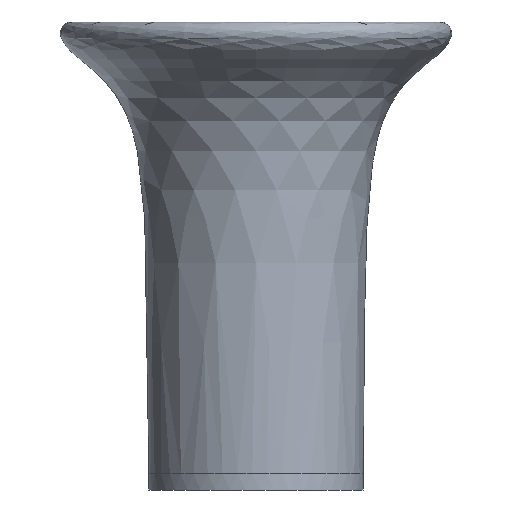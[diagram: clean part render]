
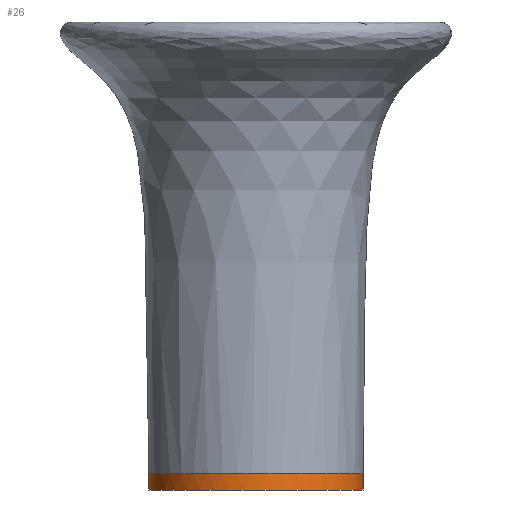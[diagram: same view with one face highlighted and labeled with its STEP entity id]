
A CAD part, front view. The second image highlights one B-rep face of the part: STEP entity #26.
In plain terms, the highlighted free-form (B-spline) face has degree [2, 1] with [5, 2] control points.
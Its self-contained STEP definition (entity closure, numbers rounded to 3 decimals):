
#26=ADVANCED_FACE('',(#39),#323,.T.);
#39=FACE_OUTER_BOUND('',#53,.T.);
#53=EDGE_LOOP('',(#80,#81,#82,#83));
#80=ORIENTED_EDGE('',*,*,#259,.F.);
#81=ORIENTED_EDGE('',*,*,#257,.F.);
#82=ORIENTED_EDGE('',*,*,#261,.F.);
#83=ORIENTED_EDGE('',*,*,#255,.F.);
#110=PCURVE('',#321,#154);
#112=PCURVE('',#321,#156);
#114=PCURVE('',#318,#158);
#119=PCURVE('',#319,#163);
#124=PCURVE('',#323,#168);
#125=PCURVE('',#323,#169);
#126=PCURVE('',#323,#170);
#127=PCURVE('',#323,#171);
#154=DEFINITIONAL_REPRESENTATION('',(#196),#2693);
#156=DEFINITIONAL_REPRESENTATION('',(#198),#2693);
#158=DEFINITIONAL_REPRESENTATION('',(#284),#2693);
#163=DEFINITIONAL_REPRESENTATION('',(#291),#2693);
#168=DEFINITIONAL_REPRESENTATION('',(#204),#2693);
#169=DEFINITIONAL_REPRESENTATION('',(#205),#2693);
#170=DEFINITIONAL_REPRESENTATION('',(#206),#2693);
#171=DEFINITIONAL_REPRESENTATION('',(#207),#2693);
#196=B_SPLINE_CURVE_WITH_KNOTS('',1,(#526,#527),.UNSPECIFIED.,.F.,.F.,(2,
2),(0.,11.192),.UNSPECIFIED.);
#198=B_SPLINE_CURVE_WITH_KNOTS('',1,(#537,#538),.UNSPECIFIED.,.F.,.F.,(2,
2),(-11.192,0.),.UNSPECIFIED.);
#204=B_SPLINE_CURVE_WITH_KNOTS('',1,(#599,#600),.UNSPECIFIED.,.F.,.F.,(2,
2),(-596.903,-298.451),.UNSPECIFIED.);
#205=B_SPLINE_CURVE_WITH_KNOTS('',1,(#601,#602),.UNSPECIFIED.,.F.,.F.,(2,
2),(-11.192,0.),.UNSPECIFIED.);
#206=B_SPLINE_CURVE_WITH_KNOTS('',1,(#603,#604),.UNSPECIFIED.,.F.,.F.,(2,
2),(298.451,596.903),.UNSPECIFIED.);
#207=B_SPLINE_CURVE_WITH_KNOTS('',1,(#605,#606),.UNSPECIFIED.,.F.,.F.,(2,
2),(0.,11.192),.UNSPECIFIED.);
#233=SURFACE_CURVE('',#279,(#110,#127),.PCURVE_S1.);
#235=SURFACE_CURVE('',#281,(#112,#125),.PCURVE_S1.);
#237=SURFACE_CURVE('',#283,(#114,#124),.PCURVE_S1.);
#239=SURFACE_CURVE('',#290,(#119,#126),.PCURVE_S1.);
#255=EDGE_CURVE('',#309,#310,#233,.T.);
#257=EDGE_CURVE('',#306,#305,#235,.T.);
#259=EDGE_CURVE('',#305,#309,#237,.T.);
#261=EDGE_CURVE('',#310,#306,#239,.T.);
#279=(
BOUNDED_CURVE()
B_SPLINE_CURVE(1,(#524,#525),.UNSPECIFIED.,.F.,.F.)
B_SPLINE_CURVE_WITH_KNOTS((2,2),(0.,11.192),.UNSPECIFIED.)
CURVE()
GEOMETRIC_REPRESENTATION_ITEM()
RATIONAL_B_SPLINE_CURVE((1.,1.))
REPRESENTATION_ITEM('')
);
#281=(
BOUNDED_CURVE()
B_SPLINE_CURVE(1,(#535,#536),.UNSPECIFIED.,.F.,.F.)
B_SPLINE_CURVE_WITH_KNOTS((2,2),(-11.192,0.),.UNSPECIFIED.)
CURVE()
GEOMETRIC_REPRESENTATION_ITEM()
RATIONAL_B_SPLINE_CURVE((1.,1.))
REPRESENTATION_ITEM('')
);
#283=(
BOUNDED_CURVE()
B_SPLINE_CURVE(2,(#546,#547,#548,#549,#550),.UNSPECIFIED.,.F.,.F.)
B_SPLINE_CURVE_WITH_KNOTS((3,2,3),(-596.903,-447.677,
-298.451),.UNSPECIFIED.)
CURVE()
GEOMETRIC_REPRESENTATION_ITEM()
RATIONAL_B_SPLINE_CURVE((1.,0.707,1.,0.707,1.))
REPRESENTATION_ITEM('')
);
#284=(
BOUNDED_CURVE()
B_SPLINE_CURVE(2,(#551,#552,#553,#554,#555),.UNSPECIFIED.,.F.,.F.)
B_SPLINE_CURVE_WITH_KNOTS((3,2,3),(-596.903,-447.677,
-298.451),.UNSPECIFIED.)
CURVE()
GEOMETRIC_REPRESENTATION_ITEM()
RATIONAL_B_SPLINE_CURVE((1.,0.707,1.,0.707,1.))
REPRESENTATION_ITEM('')
);
#290=(
BOUNDED_CURVE()
B_SPLINE_CURVE(2,(#581,#582,#583,#584,#585),.UNSPECIFIED.,.F.,.F.)
B_SPLINE_CURVE_WITH_KNOTS((3,2,3),(298.451,447.677,596.903),
 .UNSPECIFIED.)
CURVE()
GEOMETRIC_REPRESENTATION_ITEM()
RATIONAL_B_SPLINE_CURVE((1.,0.707,1.,0.707,1.))
REPRESENTATION_ITEM('')
);
#291=(
BOUNDED_CURVE()
B_SPLINE_CURVE(2,(#586,#587,#588,#589,#590),.UNSPECIFIED.,.F.,.F.)
B_SPLINE_CURVE_WITH_KNOTS((3,2,3),(298.451,447.677,596.903),
 .UNSPECIFIED.)
CURVE()
GEOMETRIC_REPRESENTATION_ITEM()
RATIONAL_B_SPLINE_CURVE((1.,0.707,1.,0.707,1.))
REPRESENTATION_ITEM('')
);
#305=VERTEX_POINT('',#481);
#306=VERTEX_POINT('',#482);
#309=VERTEX_POINT('',#485);
#310=VERTEX_POINT('',#486);
#318=B_SPLINE_SURFACE_WITH_KNOTS('',1,1,((#451,#452),(#453,#454)),
 .UNSPECIFIED.,.F.,.F.,.F.,(2,2),(2,2),(-118.75,118.75),(-118.75,118.75),
 .UNSPECIFIED.);
#319=B_SPLINE_SURFACE_WITH_KNOTS('',1,1,((#455,#456),(#457,#458)),
 .UNSPECIFIED.,.F.,.F.,.F.,(2,2),(2,2),(-118.75,118.75),(-118.75,118.75),
 .UNSPECIFIED.);
#321=(
BOUNDED_SURFACE()
B_SPLINE_SURFACE(2,1,((#441,#442),(#443,#444),(#445,#446),(#447,#448),(#449,
#450)),.UNSPECIFIED.,.F.,.F.,.F.)
B_SPLINE_SURFACE_WITH_KNOTS((3,2,3),(2,2),(0.,149.226,298.451),
(0.,11.192),.UNSPECIFIED.)
GEOMETRIC_REPRESENTATION_ITEM()
RATIONAL_B_SPLINE_SURFACE(((1.,1.),(0.707,0.707),
(1.,1.),(0.707,0.707),(1.,1.)))
REPRESENTATION_ITEM('')
SURFACE()
);
#323=(
BOUNDED_SURFACE()
B_SPLINE_SURFACE(2,1,((#469,#470),(#471,#472),(#473,#474),(#475,#476),(#477,
#478)),.UNSPECIFIED.,.F.,.F.,.F.)
B_SPLINE_SURFACE_WITH_KNOTS((3,2,3),(2,2),(298.451,447.677,
596.903),(0.,11.192),.UNSPECIFIED.)
GEOMETRIC_REPRESENTATION_ITEM()
RATIONAL_B_SPLINE_SURFACE(((1.,1.),(0.707,0.707),
(1.,1.),(0.707,0.707),(1.,1.)))
REPRESENTATION_ITEM('')
SURFACE()
);
#441=CARTESIAN_POINT('',(5146.023,-831.772,0.));
#442=CARTESIAN_POINT('',(5146.023,-831.772,-15.));
#443=CARTESIAN_POINT('',(5146.023,-736.772,0.));
#444=CARTESIAN_POINT('',(5146.023,-736.772,-15.));
#445=CARTESIAN_POINT('',(5241.023,-736.772,0.));
#446=CARTESIAN_POINT('',(5241.023,-736.772,-15.));
#447=CARTESIAN_POINT('',(5336.023,-736.772,0.));
#448=CARTESIAN_POINT('',(5336.023,-736.772,-15.));
#449=CARTESIAN_POINT('',(5336.023,-831.772,0.));
#450=CARTESIAN_POINT('',(5336.023,-831.772,-15.));
#451=CARTESIAN_POINT('',(5359.773,-950.522,0.));
#452=CARTESIAN_POINT('',(5122.273,-950.522,0.));
#453=CARTESIAN_POINT('',(5359.773,-713.022,0.));
#454=CARTESIAN_POINT('',(5122.273,-713.022,0.));
#455=CARTESIAN_POINT('',(5359.773,-950.522,-15.));
#456=CARTESIAN_POINT('',(5359.773,-713.022,-15.));
#457=CARTESIAN_POINT('',(5122.273,-950.522,-15.));
#458=CARTESIAN_POINT('',(5122.273,-713.022,-15.));
#469=CARTESIAN_POINT('',(5336.023,-831.772,0.));
#470=CARTESIAN_POINT('',(5336.023,-831.772,-15.));
#471=CARTESIAN_POINT('',(5336.023,-926.772,0.));
#472=CARTESIAN_POINT('',(5336.023,-926.772,-15.));
#473=CARTESIAN_POINT('',(5241.023,-926.772,0.));
#474=CARTESIAN_POINT('',(5241.023,-926.772,-15.));
#475=CARTESIAN_POINT('',(5146.023,-926.772,0.));
#476=CARTESIAN_POINT('',(5146.023,-926.772,-15.));
#477=CARTESIAN_POINT('',(5146.023,-831.772,0.));
#478=CARTESIAN_POINT('',(5146.023,-831.772,-15.));
#481=CARTESIAN_POINT('',(5146.023,-831.772,0.));
#482=CARTESIAN_POINT('',(5146.023,-831.772,-15.));
#485=CARTESIAN_POINT('',(5336.023,-831.772,0.));
#486=CARTESIAN_POINT('',(5336.023,-831.772,-15.));
#524=CARTESIAN_POINT('',(5336.023,-831.772,0.));
#525=CARTESIAN_POINT('',(5336.023,-831.772,-15.));
#526=CARTESIAN_POINT('',(298.451,0.));
#527=CARTESIAN_POINT('',(298.451,11.192));
#535=CARTESIAN_POINT('',(5146.023,-831.772,-15.));
#536=CARTESIAN_POINT('',(5146.023,-831.772,0.));
#537=CARTESIAN_POINT('',(0.,11.192));
#538=CARTESIAN_POINT('',(0.,0.));
#546=CARTESIAN_POINT('',(5146.023,-831.772,0.));
#547=CARTESIAN_POINT('',(5146.023,-926.772,0.));
#548=CARTESIAN_POINT('',(5241.023,-926.772,0.));
#549=CARTESIAN_POINT('',(5336.023,-926.772,0.));
#550=CARTESIAN_POINT('',(5336.023,-831.772,0.));
#551=CARTESIAN_POINT('',(0.,95.));
#552=CARTESIAN_POINT('',(-95.,95.));
#553=CARTESIAN_POINT('',(-95.,0.));
#554=CARTESIAN_POINT('',(-95.,-95.));
#555=CARTESIAN_POINT('',(0.,-95.));
#581=CARTESIAN_POINT('',(5336.023,-831.772,-15.));
#582=CARTESIAN_POINT('',(5336.023,-926.772,-15.));
#583=CARTESIAN_POINT('',(5241.023,-926.772,-15.));
#584=CARTESIAN_POINT('',(5146.023,-926.772,-15.));
#585=CARTESIAN_POINT('',(5146.023,-831.772,-15.));
#586=CARTESIAN_POINT('',(-95.,0.));
#587=CARTESIAN_POINT('',(-95.,-95.));
#588=CARTESIAN_POINT('',(0.,-95.));
#589=CARTESIAN_POINT('',(95.,-95.));
#590=CARTESIAN_POINT('',(95.,0.));
#599=CARTESIAN_POINT('',(596.903,0.));
#600=CARTESIAN_POINT('',(298.451,0.));
#601=CARTESIAN_POINT('',(596.903,11.192));
#602=CARTESIAN_POINT('',(596.903,0.));
#603=CARTESIAN_POINT('',(298.451,11.192));
#604=CARTESIAN_POINT('',(596.903,11.192));
#605=CARTESIAN_POINT('',(298.451,0.));
#606=CARTESIAN_POINT('',(298.451,11.192));
#2693=(
GEOMETRIC_REPRESENTATION_CONTEXT(2)
PARAMETRIC_REPRESENTATION_CONTEXT()
REPRESENTATION_CONTEXT('pspace','')
);
